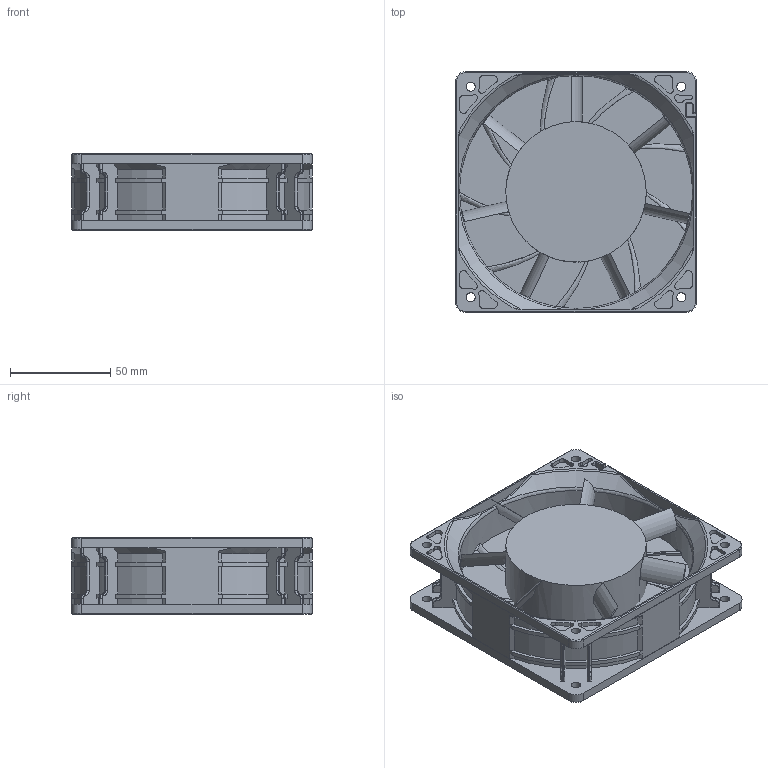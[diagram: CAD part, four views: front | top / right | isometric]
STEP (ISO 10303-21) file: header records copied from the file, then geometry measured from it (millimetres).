
FILE_DESCRIPTION((''),'2;1');
FILE_NAME('QFR1212GHE-SP01_ASM','2012-04-11T',('SUNNY.S.TSAI'),(''),'PRO/ENGINEER BY PARAMETRIC TECHNOLOGY CORPORATION, 2008150','PRO/ENGINEER BY PARAMETRIC TECHNOLOGY CORPORATION, 2008150','');
FILE_SCHEMA(('CONFIG_CONTROL_DESIGN'));
Length unit declared in the file: inch
Products named in the file (4): MSBR-2; MSBR-1; _QFR1212GHE-SP01; QFR1212GHE-SP01_ASM
Assembly tree (3 placements, depth 2):
  QFR1212GHE-SP01_ASM
    MSBR-2
    MSBR-1
    _QFR1212GHE-SP01
Bounding box: 120 x 120 x 38 mm (x, y, z)
Volume: 314429.3 mm3; surface area: 83008.2 mm2
Topology: 2 solids, 2 shells, 668 faces, 1774 edges, 1116 vertices
Faces by surface type: cylinder 276, plane 195, bspline 115, torus 51, cone 20, extrusion 7, sphere 4
Entity records: 27792 total; most frequent: CARTESIAN_POINT 11768, ORIENTED_EDGE 3530, DIRECTION 3129, EDGE_CURVE 1765, AXIS2_PLACEMENT_3D 1164, VERTEX_POINT 1116, VECTOR 801, LINE 794
